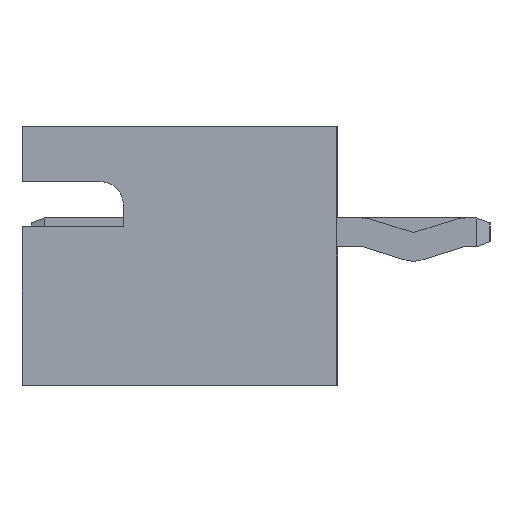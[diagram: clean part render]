
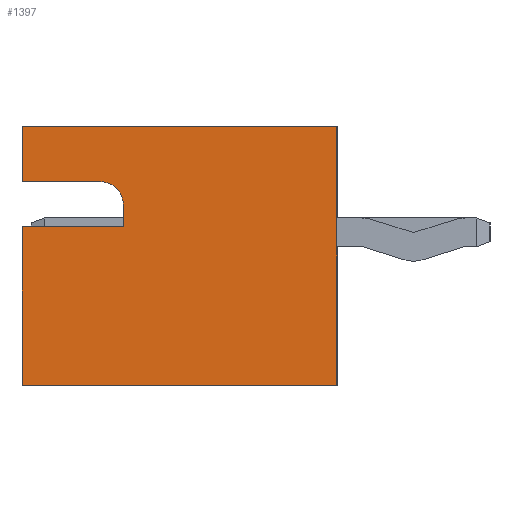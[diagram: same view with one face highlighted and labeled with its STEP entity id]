
A CAD part, left-side view. The second image highlights one B-rep face of the part: STEP entity #1397.
In plain terms, the highlighted face is planar.
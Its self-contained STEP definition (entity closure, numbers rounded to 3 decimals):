
#51 = CARTESIAN_POINT ( 'NONE',  ( 24.95, 0., -2.35 ) ) ;
#52 = EDGE_CURVE ( 'NONE', #6830, #4366, #4982, .T. ) ;
#70 = EDGE_CURVE ( 'NONE', #10039, #597, #786, .T. ) ;
#99 = CARTESIAN_POINT ( 'NONE',  ( 24.95, 7., 0. ) ) ;
#287 = AXIS2_PLACEMENT_3D ( 'NONE', #10879, #10835, #3324 ) ;
#291 = LINE ( 'NONE', #4475, #7711 ) ;
#597 = VERTEX_POINT ( 'NONE', #7000 ) ;
#786 = LINE ( 'NONE', #6760, #2668 ) ;
#1054 = EDGE_CURVE ( 'NONE', #8705, #4366, #3163, .T. ) ;
#1201 = EDGE_CURVE ( 'NONE', #2863, #10039, #2555, .T. ) ;
#1258 = CARTESIAN_POINT ( 'NONE',  ( 24.95, 0., 3.4 ) ) ;
#1397 = ADVANCED_FACE ( 'NONE', ( #10266 ), #4239, .T. ) ;
#1528 = CIRCLE ( 'NONE', #287, 0.5 ) ;
#1598 = CARTESIAN_POINT ( 'NONE',  ( 24.95, 7., -1.125 ) ) ;
#1771 = ORIENTED_EDGE ( 'NONE', *, *, #5054, .T. ) ;
#1881 = DIRECTION ( 'NONE',  ( 0., 0., 1. ) ) ;
#1986 = VECTOR ( 'NONE', #1881, 1000. ) ;
#2186 = LINE ( 'NONE', #7007, #9330 ) ;
#2194 = CARTESIAN_POINT ( 'NONE',  ( 24.95, 7., -2.35 ) ) ;
#2275 = EDGE_CURVE ( 'NONE', #3090, #5314, #291, .T. ) ;
#2555 = LINE ( 'NONE', #2664, #1986 ) ;
#2664 = CARTESIAN_POINT ( 'NONE',  ( 24.95, 4.75, -0.625 ) ) ;
#2668 = VECTOR ( 'NONE', #9285, 1000. ) ;
#2863 = VERTEX_POINT ( 'NONE', #4068 ) ;
#3090 = VERTEX_POINT ( 'NONE', #2194 ) ;
#3163 = LINE ( 'NONE', #5608, #6929 ) ;
#3187 = VECTOR ( 'NONE', #5029, 1000. ) ;
#3324 = DIRECTION ( 'NONE',  ( 0., 0., 1. ) ) ;
#3370 = LINE ( 'NONE', #5926, #3187 ) ;
#3637 = ORIENTED_EDGE ( 'NONE', *, *, #70, .T. ) ;
#3922 = AXIS2_PLACEMENT_3D ( 'NONE', #99, #5289, #4451 ) ;
#4068 = CARTESIAN_POINT ( 'NONE',  ( 24.95, 4.75, -0.625 ) ) ;
#4119 = CARTESIAN_POINT ( 'NONE',  ( 24.95, 4.75, -0.125 ) ) ;
#4239 = PLANE ( 'NONE',  #3922 ) ;
#4366 = VERTEX_POINT ( 'NONE', #1258 ) ;
#4451 = DIRECTION ( 'NONE',  ( 0., 0., -1. ) ) ;
#4475 = CARTESIAN_POINT ( 'NONE',  ( 24.95, 7., 0. ) ) ;
#4532 = DIRECTION ( 'NONE',  ( 0., 0., 1. ) ) ;
#4982 = LINE ( 'NONE', #10222, #10148 ) ;
#5029 = DIRECTION ( 'NONE',  ( 0., -1., 0. ) ) ;
#5054 = EDGE_CURVE ( 'NONE', #10552, #2863, #1528, .T. ) ;
#5283 = VECTOR ( 'NONE', #10045, 1000. ) ;
#5289 = DIRECTION ( 'NONE',  ( 1., 0., 0. ) ) ;
#5314 = VERTEX_POINT ( 'NONE', #10869 ) ;
#5455 = ORIENTED_EDGE ( 'NONE', *, *, #52, .F. ) ;
#5477 = CARTESIAN_POINT ( 'NONE',  ( 24.95, 5.25, -1.125 ) ) ;
#5514 = EDGE_LOOP ( 'NONE', ( #8223, #1771, #9902, #3637, #9270, #8309, #5455, #10454, #9023 ) ) ;
#5608 = CARTESIAN_POINT ( 'NONE',  ( 24.95, 7., 3.4 ) ) ;
#5926 = CARTESIAN_POINT ( 'NONE',  ( 24.95, 7., -2.35 ) ) ;
#5992 = DIRECTION ( 'NONE',  ( 0., 0., 1. ) ) ;
#6039 = DIRECTION ( 'NONE',  ( 0., 0., 1. ) ) ;
#6318 = EDGE_CURVE ( 'NONE', #3090, #6830, #3370, .T. ) ;
#6580 = LINE ( 'NONE', #1598, #5283 ) ;
#6760 = CARTESIAN_POINT ( 'NONE',  ( 24.95, 7., -0.125 ) ) ;
#6790 = EDGE_CURVE ( 'NONE', #5314, #10552, #6580, .T. ) ;
#6830 = VERTEX_POINT ( 'NONE', #51 ) ;
#6929 = VECTOR ( 'NONE', #8131, 1000. ) ;
#7000 = CARTESIAN_POINT ( 'NONE',  ( 24.95, 7., -0.125 ) ) ;
#7007 = CARTESIAN_POINT ( 'NONE',  ( 24.95, 7., 0. ) ) ;
#7711 = VECTOR ( 'NONE', #4532, 1000. ) ;
#8131 = DIRECTION ( 'NONE',  ( 0., -1., 0. ) ) ;
#8194 = EDGE_CURVE ( 'NONE', #597, #8705, #2186, .T. ) ;
#8223 = ORIENTED_EDGE ( 'NONE', *, *, #6790, .T. ) ;
#8309 = ORIENTED_EDGE ( 'NONE', *, *, #1054, .T. ) ;
#8705 = VERTEX_POINT ( 'NONE', #9857 ) ;
#9023 = ORIENTED_EDGE ( 'NONE', *, *, #2275, .T. ) ;
#9270 = ORIENTED_EDGE ( 'NONE', *, *, #8194, .T. ) ;
#9285 = DIRECTION ( 'NONE',  ( 0., 1., 0. ) ) ;
#9330 = VECTOR ( 'NONE', #5992, 1000. ) ;
#9857 = CARTESIAN_POINT ( 'NONE',  ( 24.95, 7., 3.4 ) ) ;
#9902 = ORIENTED_EDGE ( 'NONE', *, *, #1201, .T. ) ;
#10039 = VERTEX_POINT ( 'NONE', #4119 ) ;
#10045 = DIRECTION ( 'NONE',  ( 0., -1., 0. ) ) ;
#10148 = VECTOR ( 'NONE', #6039, 1000. ) ;
#10222 = CARTESIAN_POINT ( 'NONE',  ( 24.95, 0., 0. ) ) ;
#10266 = FACE_OUTER_BOUND ( 'NONE', #5514, .T. ) ;
#10454 = ORIENTED_EDGE ( 'NONE', *, *, #6318, .F. ) ;
#10552 = VERTEX_POINT ( 'NONE', #5477 ) ;
#10835 = DIRECTION ( 'NONE',  ( -1., 0., 0. ) ) ;
#10869 = CARTESIAN_POINT ( 'NONE',  ( 24.95, 7., -1.125 ) ) ;
#10879 = CARTESIAN_POINT ( 'NONE',  ( 24.95, 5.25, -0.625 ) ) ;
